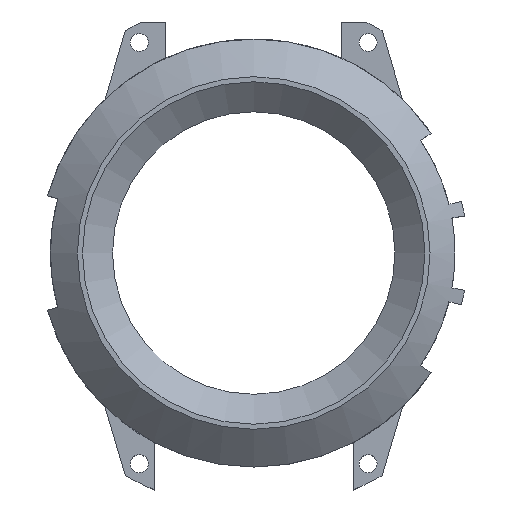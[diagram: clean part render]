
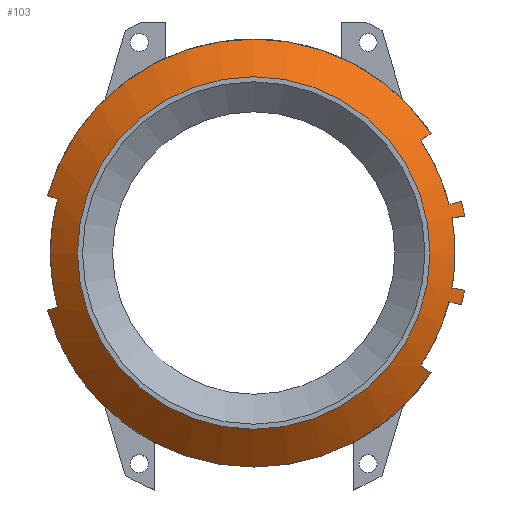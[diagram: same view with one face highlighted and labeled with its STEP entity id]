
A CAD part, top view. The second image highlights one B-rep face of the part: STEP entity #103.
In plain terms, the highlighted conical face has half-angle 50 degrees and reference radius 22.798 mm.
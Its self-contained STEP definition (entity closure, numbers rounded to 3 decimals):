
#103=ADVANCED_FACE('',(#516,#518),#520,.T.);
#516=FACE_BOUND('',#517,.T.);
#517=EDGE_LOOP('',(#1200,#1201,#1202,#1203,#1204,#1205,#1206,#1207,#1208,#1209,#1210,
#1211,#1212,#1213,#1214,#1215,#1216));
#518=FACE_OUTER_BOUND('',#519,.T.);
#519=EDGE_LOOP('',(#1217));
#520=CONICAL_SURFACE('',#521,22.798,0.873);
#521=AXIS2_PLACEMENT_3D('',#522,#523,#524);
#522=CARTESIAN_POINT('',(0.,0.,9.652));
#523=DIRECTION('',(0.,0.,-1.));
#524=DIRECTION('',(-1.,0.,0.));
#1200=ORIENTED_EDGE('',*,*,#1634,.T.);
#1201=ORIENTED_EDGE('',*,*,#1635,.T.);
#1202=ORIENTED_EDGE('',*,*,#1636,.T.);
#1203=ORIENTED_EDGE('',*,*,#1637,.T.);
#1204=ORIENTED_EDGE('',*,*,#1638,.T.);
#1205=ORIENTED_EDGE('',*,*,#1639,.T.);
#1206=ORIENTED_EDGE('',*,*,#1495,.T.);
#1207=ORIENTED_EDGE('',*,*,#1492,.T.);
#1208=ORIENTED_EDGE('',*,*,#1491,.T.);
#1209=ORIENTED_EDGE('',*,*,#1633,.T.);
#1210=ORIENTED_EDGE('',*,*,#1640,.T.);
#1211=ORIENTED_EDGE('',*,*,#1641,.T.);
#1212=ORIENTED_EDGE('',*,*,#1642,.T.);
#1213=ORIENTED_EDGE('',*,*,#1643,.T.);
#1214=ORIENTED_EDGE('',*,*,#1644,.T.);
#1215=ORIENTED_EDGE('',*,*,#1645,.T.);
#1216=ORIENTED_EDGE('',*,*,#1646,.T.);
#1217=ORIENTED_EDGE('',*,*,#1647,.T.);
#1491=EDGE_CURVE('',#1818,#1831,#1833,.T.);
#1492=EDGE_CURVE('',#1834,#1818,#1835,.F.);
#1495=EDGE_CURVE('',#1839,#1834,#1840,.T.);
#1633=EDGE_CURVE('',#1831,#2072,#2074,.T.);
#1634=EDGE_CURVE('',#2075,#2076,#2077,.T.);
#1635=EDGE_CURVE('',#2076,#2078,#2079,.T.);
#1636=EDGE_CURVE('',#2078,#2080,#2081,.T.);
#1637=EDGE_CURVE('',#2080,#2082,#2083,.F.);
#1638=EDGE_CURVE('',#2082,#2084,#2085,.T.);
#1639=EDGE_CURVE('',#2084,#1839,#2086,.T.);
#1640=EDGE_CURVE('',#2072,#2087,#2088,.T.);
#1641=EDGE_CURVE('',#2087,#2089,#2090,.F.);
#1642=EDGE_CURVE('',#2089,#2091,#2092,.T.);
#1643=EDGE_CURVE('',#2091,#2093,#2094,.T.);
#1644=EDGE_CURVE('',#2093,#2095,#2096,.T.);
#1645=EDGE_CURVE('',#2095,#2097,#2098,.T.);
#1646=EDGE_CURVE('',#2097,#2075,#2099,.F.);
#1647=EDGE_CURVE('',#2100,#2100,#2101,.F.);
#1818=VERTEX_POINT('',#2442);
#1831=VERTEX_POINT('',#2473);
#1833=CIRCLE('',#2477,25.);
#1834=VERTEX_POINT('',#2481);
#1835=LINE('',#2482,#2483);
#1839=VERTEX_POINT('',#2492);
#1840=CIRCLE('',#2493,23.755);
#2072=VERTEX_POINT('',#3041);
#2074=LINE('',#3045,#3046);
#2075=VERTEX_POINT('',#3048);
#2076=VERTEX_POINT('',#3049);
#2077=CIRCLE('',#3050,25.);
#2078=VERTEX_POINT('',#3054);
#2079=LINE('',#3055,#3056);
#2080=VERTEX_POINT('',#3058);
#2081=CIRCLE('',#3059,23.5);
#2082=VERTEX_POINT('',#3063);
#2083=LINE('',#3064,#3065);
#2084=VERTEX_POINT('',#3067);
#2085=CIRCLE('',#3068,25.);
#2086=LINE('',#3072,#3073);
#2087=VERTEX_POINT('',#3075);
#2088=CIRCLE('',#3076,23.5);
#2089=VERTEX_POINT('',#3080);
#2090=LINE('',#3081,#3082);
#2091=VERTEX_POINT('',#3084);
#2092=CIRCLE('',#3085,25.);
#2093=VERTEX_POINT('',#3089);
#2094=LINE('',#3090,#3091);
#2095=VERTEX_POINT('',#3093);
#2096=CIRCLE('',#3094,23.5);
#2097=VERTEX_POINT('',#3098);
#2098=CIRCLE('',#3099,23.5);
#2099=LINE('',#3103,#3104);
#2100=VERTEX_POINT('',#3106);
#2101=CIRCLE('',#3107,20.596);
#2442=CARTESIAN_POINT('',(-24.091,-6.681,7.805));
#2473=CARTESIAN_POINT('',(20.726,-13.98,7.805));
#2477=AXIS2_PLACEMENT_3D('',#2478,#2479,#2480);
#2478=CARTESIAN_POINT('',(0.,0.,7.805));
#2479=DIRECTION('',(0.,0.,1.));
#2480=DIRECTION('',(-0.964,-0.267,0.));
#2481=CARTESIAN_POINT('',(-22.891,-6.348,8.849));
#2482=CARTESIAN_POINT('',(-24.091,-6.681,7.805));
#2483=VECTOR('',#2484,1.);
#2484=DIRECTION('',(0.738,0.205,0.643));
#2492=CARTESIAN_POINT('',(-22.891,6.348,8.849));
#2493=AXIS2_PLACEMENT_3D('',#2494,#2495,#2496);
#2494=CARTESIAN_POINT('',(0.,0.,8.849));
#2495=DIRECTION('',(0.,0.,1.));
#2496=DIRECTION('',(-0.964,0.267,0.));
#3041=CARTESIAN_POINT('',(19.482,-13.141,9.063));
#3045=CARTESIAN_POINT('',(20.726,-13.98,7.805));
#3046=VECTOR('',#3047,1.);
#3047=DIRECTION('',(-0.635,0.428,0.643));
#3048=CARTESIAN_POINT('',(24.62,4.341,7.805));
#3049=CARTESIAN_POINT('',(24.257,6.048,7.805));
#3050=AXIS2_PLACEMENT_3D('',#3051,#3052,#3053);
#3051=CARTESIAN_POINT('',(0.,0.,7.805));
#3052=DIRECTION('',(0.,0.,1.));
#3053=DIRECTION('',(0.985,0.174,0.));
#3054=CARTESIAN_POINT('',(22.802,5.685,9.063));
#3055=CARTESIAN_POINT('',(24.257,6.048,7.805));
#3056=VECTOR('',#3057,1.);
#3057=DIRECTION('',(-0.743,-0.185,0.643));
#3058=CARTESIAN_POINT('',(19.482,13.141,9.063));
#3059=AXIS2_PLACEMENT_3D('',#3060,#3061,#3062);
#3060=CARTESIAN_POINT('',(0.,0.,9.063));
#3061=DIRECTION('',(0.,0.,1.));
#3062=DIRECTION('',(0.97,0.242,0.));
#3063=CARTESIAN_POINT('',(20.726,13.98,7.805));
#3064=CARTESIAN_POINT('',(20.726,13.98,7.805));
#3065=VECTOR('',#3066,1.);
#3066=DIRECTION('',(-0.635,-0.428,0.643));
#3067=CARTESIAN_POINT('',(-24.091,6.681,7.805));
#3068=AXIS2_PLACEMENT_3D('',#3069,#3070,#3071);
#3069=CARTESIAN_POINT('',(0.,0.,7.805));
#3070=DIRECTION('',(0.,0.,1.));
#3071=DIRECTION('',(0.829,0.559,0.));
#3072=CARTESIAN_POINT('',(-24.091,6.681,7.805));
#3073=VECTOR('',#3074,1.);
#3074=DIRECTION('',(0.738,-0.205,0.643));
#3075=CARTESIAN_POINT('',(22.802,-5.685,9.063));
#3076=AXIS2_PLACEMENT_3D('',#3077,#3078,#3079);
#3077=CARTESIAN_POINT('',(0.,0.,9.063));
#3078=DIRECTION('',(0.,0.,1.));
#3079=DIRECTION('',(0.829,-0.559,0.));
#3080=CARTESIAN_POINT('',(24.257,-6.048,7.805));
#3081=CARTESIAN_POINT('',(24.257,-6.048,7.805));
#3082=VECTOR('',#3083,1.);
#3083=DIRECTION('',(-0.743,0.185,0.643));
#3084=CARTESIAN_POINT('',(24.62,-4.341,7.805));
#3085=AXIS2_PLACEMENT_3D('',#3086,#3087,#3088);
#3086=CARTESIAN_POINT('',(0.,0.,7.805));
#3087=DIRECTION('',(0.,0.,1.));
#3088=DIRECTION('',(0.97,-0.242,0.));
#3089=CARTESIAN_POINT('',(23.143,-4.081,9.063));
#3090=CARTESIAN_POINT('',(24.62,-4.341,7.805));
#3091=VECTOR('',#3092,1.);
#3092=DIRECTION('',(-0.754,0.133,0.643));
#3093=CARTESIAN_POINT('',(23.5,0.,9.063));
#3094=AXIS2_PLACEMENT_3D('',#3095,#3096,#3097);
#3095=CARTESIAN_POINT('',(0.,0.,9.063));
#3096=DIRECTION('',(0.,0.,1.));
#3097=DIRECTION('',(0.985,-0.174,0.));
#3098=CARTESIAN_POINT('',(23.143,4.081,9.063));
#3099=AXIS2_PLACEMENT_3D('',#3100,#3101,#3102);
#3100=CARTESIAN_POINT('',(0.,0.,9.063));
#3101=DIRECTION('',(0.,0.,1.));
#3102=DIRECTION('',(1.,0.,0.));
#3103=CARTESIAN_POINT('',(24.62,4.341,7.805));
#3104=VECTOR('',#3105,1.);
#3105=DIRECTION('',(-0.754,-0.133,0.643));
#3106=CARTESIAN_POINT('',(20.596,0.,11.5));
#3107=AXIS2_PLACEMENT_3D('',#3108,#3109,#3110);
#3108=CARTESIAN_POINT('',(0.,0.,11.5));
#3109=DIRECTION('',(0.,0.,1.));
#3110=DIRECTION('',(1.,0.,0.));
